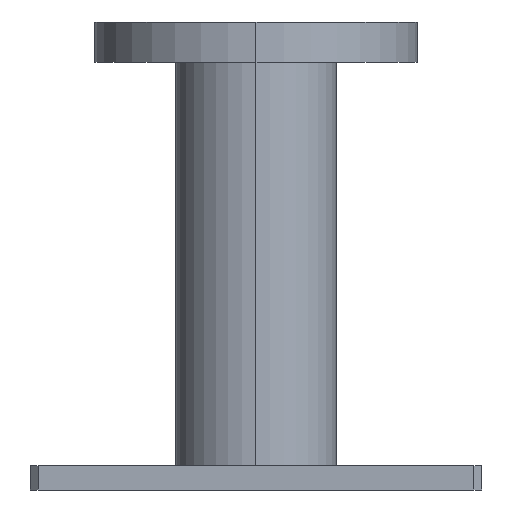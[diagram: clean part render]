
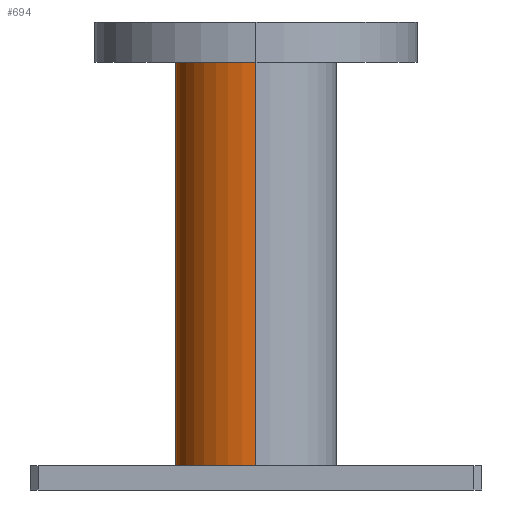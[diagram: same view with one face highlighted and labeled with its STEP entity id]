
A CAD part, left-side view. The second image highlights one B-rep face of the part: STEP entity #694.
In plain terms, the highlighted cylindrical face has radius 9.995 mm (diameter 19.99 mm), a partial arc.
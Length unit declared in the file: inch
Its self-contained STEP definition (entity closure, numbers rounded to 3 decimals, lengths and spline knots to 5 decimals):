
#118=CARTESIAN_POINT('',(-5.,0.,0.1181));
#119=DIRECTION('',(0.,0.,-1.));
#120=DIRECTION('',(-1.,0.,0.));
#121=AXIS2_PLACEMENT_3D('',#118,#119,#120);
#220=CARTESIAN_POINT('',(-5.,0.,2.0866));
#221=DIRECTION('',(0.,0.,-1.));
#222=DIRECTION('',(-1.,0.,0.));
#223=AXIS2_PLACEMENT_3D('',#220,#221,#222);
#225=DIRECTION('',(0.,0.,-1.));
#226=VECTOR('',#225,1.9685);
#227=CARTESIAN_POINT('',(-5.3935,0.,2.0866));
#228=LINE('',#227,#226);
#262=DIRECTION('',(0.,0.,-1.));
#263=VECTOR('',#262,1.9685);
#264=CARTESIAN_POINT('',(-4.6065,0.,2.0866));
#265=LINE('',#264,#263);
#330=CARTESIAN_POINT('',(-5.3935,0.,0.1181));
#331=CARTESIAN_POINT('',(-4.6065,0.,0.1181));
#332=VERTEX_POINT('',#330);
#333=VERTEX_POINT('',#331);
#342=CARTESIAN_POINT('',(-5.3935,0.,2.0866));
#343=CARTESIAN_POINT('',(-4.6065,0.,2.0866));
#344=VERTEX_POINT('',#342);
#345=VERTEX_POINT('',#343);
#680=CARTESIAN_POINT('',(-5.,0.,2.0866));
#681=DIRECTION('',(0.,0.,-1.));
#682=DIRECTION('',(-1.,0.,0.));
#683=AXIS2_PLACEMENT_3D('',#680,#681,#682);
#684=CYLINDRICAL_SURFACE('',#683,0.3935);
#686=ORIENTED_EDGE('',*,*,#685,.F.);
#688=ORIENTED_EDGE('',*,*,#687,.T.);
#689=ORIENTED_EDGE('',*,*,#509,.T.);
#691=ORIENTED_EDGE('',*,*,#690,.F.);
#692=EDGE_LOOP('',(#686,#688,#689,#691));
#693=FACE_OUTER_BOUND('',#692,.F.);
#694=ADVANCED_FACE('',(#693),#684,.T.);
#122=CIRCLE('',#121,0.3935);
#224=CIRCLE('',#223,0.3935);
#509=EDGE_CURVE('',#332,#333,#122,.T.);
#685=EDGE_CURVE('',#344,#345,#224,.T.);
#687=EDGE_CURVE('',#344,#332,#228,.T.);
#690=EDGE_CURVE('',#345,#333,#265,.T.);
